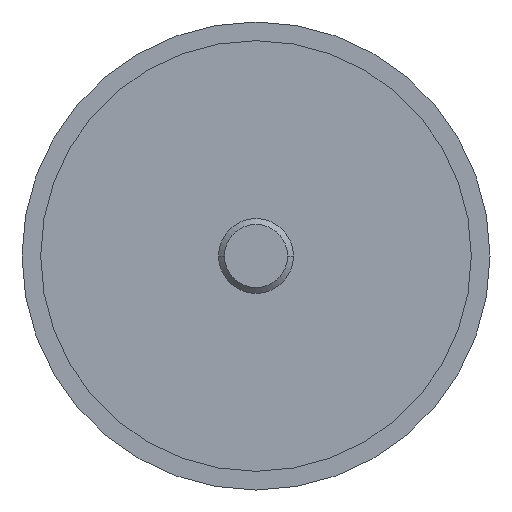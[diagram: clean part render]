
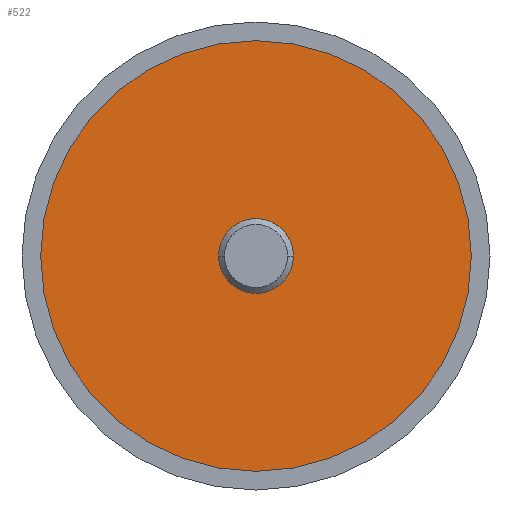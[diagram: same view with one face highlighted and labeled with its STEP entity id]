
A CAD part, front view. The second image highlights one B-rep face of the part: STEP entity #522.
In plain terms, the highlighted planar face has unit normal (0, -1, 0).
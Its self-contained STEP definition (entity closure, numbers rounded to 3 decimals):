
#296=EDGE_CURVE('',#444,#298,#670,.T.);
#298=VERTEX_POINT('',#672);
#330=EDGE_CURVE('',#448,#524,#707,.T.);
#336=EDGE_CURVE('',#524,#448,#713,.T.);
#362=EDGE_CURVE('',#298,#444,#741,.T.);
#444=VERTEX_POINT('',#834);
#448=VERTEX_POINT('',#838);
#522=ADVANCED_FACE('',(#921,#922),#923,.T.);
#524=VERTEX_POINT('',#925);
#670=CIRCLE('',#1091,34.5);
#672=CARTESIAN_POINT('',(34.5,0.0,0.0));
#707=CIRCLE('',#1140,6.0);
#713=CIRCLE('',#1148,6.0);
#741=CIRCLE('',#1186,34.5);
#834=CARTESIAN_POINT('',(-34.5,0.0,0.));
#838=CARTESIAN_POINT('',(-6.0,0.0,0.));
#921=FACE_BOUND('',#1418,.T.);
#922=FACE_OUTER_BOUND('',#1419,.T.);
#923=PLANE('',#1420);
#925=CARTESIAN_POINT('',(6.0,0.0,0.));
#1091=AXIS2_PLACEMENT_3D('',#1606,#1607,#1608);
#1140=AXIS2_PLACEMENT_3D('',#1648,#1649,#1650);
#1148=AXIS2_PLACEMENT_3D('',#1654,#1655,#1656);
#1186=AXIS2_PLACEMENT_3D('',#1690,#1691,#1692);
#1418=EDGE_LOOP('',(#1910,#1911));
#1419=EDGE_LOOP('',(#1912,#1913));
#1420=AXIS2_PLACEMENT_3D('',#1914,#1915,#1916);
#1606=CARTESIAN_POINT('',(0.0,0.0,0.0));
#1607=DIRECTION('',(0.0,-1.0,0.0));
#1608=DIRECTION('',(1.0,0.0,0.0));
#1648=CARTESIAN_POINT('',(0.0,0.0,0.0));
#1649=DIRECTION('',(-0.0,1.0,0.0));
#1650=DIRECTION('',(1.0,0.0,0.0));
#1654=CARTESIAN_POINT('',(0.0,0.0,0.0));
#1655=DIRECTION('',(-0.0,1.0,0.0));
#1656=DIRECTION('',(1.0,0.0,0.0));
#1690=CARTESIAN_POINT('',(0.0,0.0,0.0));
#1691=DIRECTION('',(0.0,-1.0,0.0));
#1692=DIRECTION('',(1.0,0.0,0.0));
#1910=ORIENTED_EDGE('',*,*,#330,.T.);
#1911=ORIENTED_EDGE('',*,*,#336,.T.);
#1912=ORIENTED_EDGE('',*,*,#362,.T.);
#1913=ORIENTED_EDGE('',*,*,#296,.T.);
#1914=CARTESIAN_POINT('',(0.0,0.0,0.0));
#1915=DIRECTION('',(0.0,-1.0,0.0));
#1916=DIRECTION('',(-1.0,0.0,0.0));
